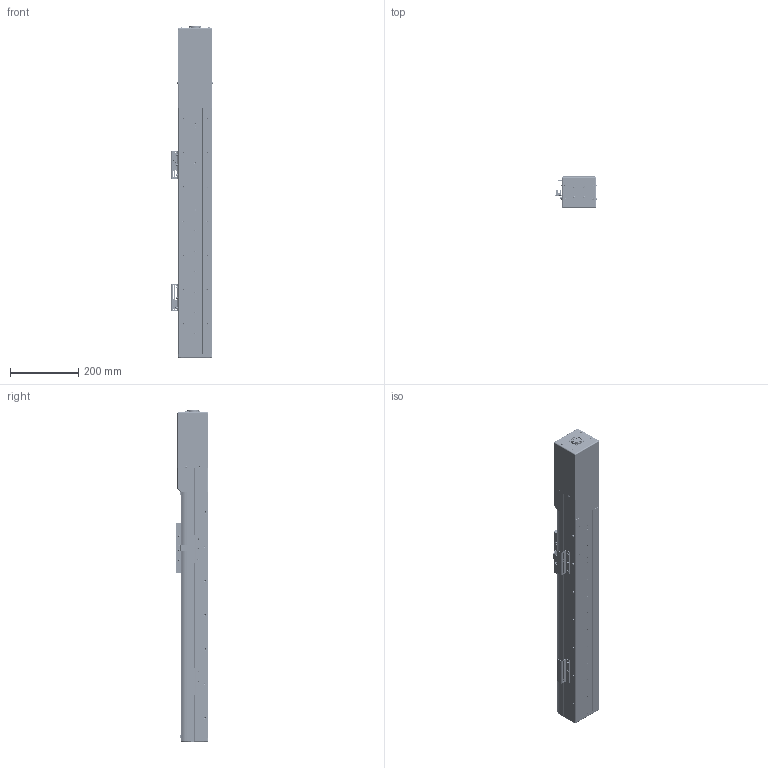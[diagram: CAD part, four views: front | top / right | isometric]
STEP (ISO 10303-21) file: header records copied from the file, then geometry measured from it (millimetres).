
FILE_DESCRIPTION (( 'STEP AP203' ), '1' );
FILE_NAME ('HC100-XXX-S-400-XX-SL-OF.STEP', '2020-08-04T03:16:15', ( '彌營遵' ), ( '' ), 'SwSTEP 2.0', 'SolidWorks 2013', '' );
FILE_SCHEMA (( 'CONFIG_CONTROL_DESIGN' ));
Length unit declared in the file: millimetre
Products named in the file (43): COUPLING COVER-ST400; STEEL BELT-ST400; COUPLING HOUSION-ST400; STEEL BELT TENSION BLOCK-ST400; BASE-ST400; pan cross head_ks_KS 1023 PC- M3 x 5-N; STEEL BELT FIX-ST400; END COVER-ST400; STEEL BELT TENSION PLATE-ST400; BEARING HOUSING(雖雖)-ST400; socket head cap screw_ks_KS 1003 - M4 x 10 x 10-N; SUPPORT BLOCK-ST400; END COVER(M)-ST400; socket head cap screw_ks_KS 1003 - M6 x 45 x 24-N; CARRIER-ST400; socket head cap screw_ks_KS 1003 - M6 x 10 x 10-N; hg-kr23-ST400; HRballscrew-ST400; socket head cap screw_ks_KS 1003 - M5 x 16 x 16-N; CARRIER COVER-ST400; HC100 SENSOR_1(PR); MASensor Brk-ST400_ル遽; HRbearing cap-ST400; LMguide-ST400; socket button head cap screw_am_B18.3.4M - 3 x 0.5 x 8 SBHCS --N; HC SENSOR DOG-ST400; HC100 SENSOR_2(PR); EE-SX-674(奢辨 撫憮)-ST400_ル遽; 醴喀攪-ST400; MOTOR CASE-ST400; socket button head cap screw_am_B18.3.4M - 3 x 0.5 x 5 SBHCS --N; HRballnut-ST400; HC100-XXX-S-400-XX-SL-OF; socket head cap screw_ks_KS 1003 - M3 x 5 x 5-N; DAMPER-ST400; SIDE COVER-ST400; socket countersunk head screw_am_B18.3.5M - 3 x 0.5 x 8 Socket FCHS  -- 8C; LMblock-ST400; spring lock washer_ks_KS 1324 - M3; BEARING HOUSING(堅薑)-ST400 ...
Assembly tree (122 placements, depth 3):
  HC100-XXX-S-400-XX-SL-OF
    BASE-ST400
    BEARING HOUSING(雖雖)-ST400
    CARRIER-ST400
      CARRIER-ST400
      CARRIER COVER-ST400
      HC SENSOR DOG-ST400
      HRballnut-ST400
      LMblock-ST400  x2
      SHAFT-ST400  x8
      STEEL BELT TENSION BLOCK-ST400  x2
      STEEL BELT TENSION PLATE-ST400  x2
      socket head cap screw_ks_KS 1003 - M6 x 45 x 24-N  x8
      socket head cap screw_ks_KS 1003 - M5 x 16 x 16-N  x4
      socket button head cap screw_am_B18.3.4M - 3 x 0.5 x 8 SBHCS --N  x4
      socket button head cap screw_am_B18.3.4M - 3 x 0.5 x 5 SBHCS --N  x2
      socket countersunk head screw_am_B18.3.5M - 3 x 0.5 x 8 Socket FCHS  -- 8C  x12
    COUPLING HOUSION-ST400
    END COVER-ST400
    END COVER(M)-ST400
    HRballscrew-ST400
    LMguide-ST400
    MOTOR CASE-ST400
    SIDE COVER-ST400
    SIDE COVER2-ST400
    STEEL BELT-ST400
    STEEL BELT FIX-ST400  x2
    SUPPORT BLOCK-ST400  x4
    hg-kr23-ST400
    HRbearing cap-ST400
    醴喀攪-ST400
    DAMPER-ST400  x2
    BEARING HOUSING(堅薑)-ST400
    COUPLING COVER-ST400
    pan cross head_ks_KS 1023 PC- M3 x 5-N  x20
    socket head cap screw_ks_KS 1003 - M4 x 10 x 10-N  x2
    socket head cap screw_ks_KS 1003 - M6 x 10 x 10-N  x2
    HC100 SENSOR_1(PR)
      MASensor Brk-ST400_ル遽
      EE-SX-674(奢辨 撫憮)-ST400_ル遽  x2
      socket head cap screw_ks_KS 1003 - M3 x 5 x 5-N  x7
      spring lock washer_ks_KS 1324 - M3  x3
    HC100 SENSOR_2(PR)
      MASensor Brk-ST400_ル遽
      EE-SX-674(奢辨 撫憮)-ST400_ル遽
      socket head cap screw_ks_KS 1003 - M3 x 5 x 5-N  x5
      spring lock washer_ks_KS 1324 - M3  x3
Bounding box: 122.15 x 95 x 969.5 mm (x, y, z)
Volume: 3383053.3 mm3; surface area: 1274374.5 mm2
Topology: 119 solids, 119 shells, 4771 faces, 11751 edges, 7148 vertices
Faces by surface type: plane 2207, cylinder 1454, cone 728, torus 288, sphere 56, bspline 38
Entity records: 117463 total; most frequent: CARTESIAN_POINT 49792, DIRECTION 13238, ORIENTED_EDGE 12320, EDGE_CURVE 6160, AXIS2_PLACEMENT_3D 4858, VERTEX_POINT 3935, LINE 3522, VECTOR 3522
